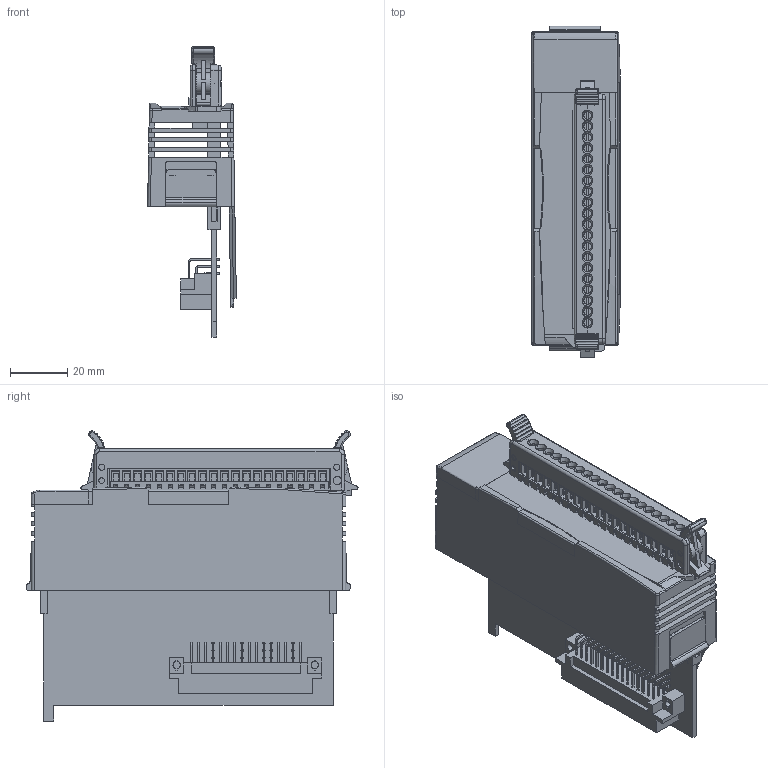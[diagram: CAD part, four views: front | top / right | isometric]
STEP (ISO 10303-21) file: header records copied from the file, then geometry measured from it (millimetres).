
FILE_DESCRIPTION (( 'STEP AP203' ), '1' );
FILE_NAME ('8K_16_20.STEP', '2019-07-25T02:01:48', ( 'Windows 使用者' ), ( '' ), 'SwSTEP 2.0', 'SolidWorks 2019', '' );
FILE_SCHEMA (( 'CONFIG_CONTROL_DESIGN' ));
Length unit declared in the file: millimetre
Products named in the file (15): 4SIPC-EB20AG; MC520-38120O; 4SIPC-EB20BG; 8K_16_20; 8000-2io-03-Part-16; 8000-2io-03-Part-2; 8000-2io-03-Part-7; 4PCA-EB20G; 8000-2io-03-Part-3-1; (X_T)Molex-48pin-90D-1; 4SAPP-EB01; ME030-38120-1; M2.6x8L; 8000-2io-03-Part-2-3; 8K_16LED_20130306
Assembly tree (16 placements, depth 3):
  8K_16_20
    8K_16LED_20130306
    (X_T)Molex-48pin-90D-1
    8000-2io-03-Part-3-1
    ME030-38120-1
    8000-2io-03-Part-7
    8000-2io-03-Part-16
    8000-2io-03-Part-2-3
    8000-2io-03-Part-2
    4PCA-EB20G
      MC520-38120O
      4SIPC-EB20BG
      4SIPC-EB20AG
      4SAPP-EB01  x2
      M2.6x8L  x2
Bounding box: 31.06 x 116.08 x 101.46 mm (x, y, z)
Volume: 60338.1 mm3; surface area: 79588.5 mm2
Topology: 15 solids, 15 shells, 4324 faces, 11386 edges, 7360 vertices
Faces by surface type: plane 3596, cylinder 600, cone 64, torus 45, bspline 19
Entity records: 131142 total; most frequent: CARTESIAN_POINT 24069, ORIENTED_EDGE 22284, DIRECTION 21071, EDGE_CURVE 11142, VECTOR 9233, LINE 9233, VERTEX_POINT 7202, AXIS2_PLACEMENT_3D 5919
